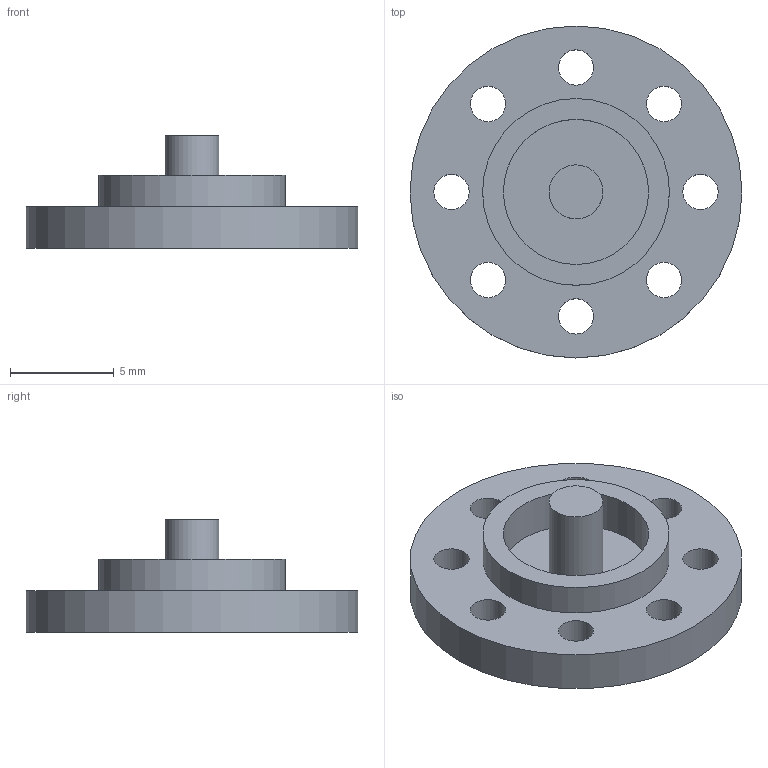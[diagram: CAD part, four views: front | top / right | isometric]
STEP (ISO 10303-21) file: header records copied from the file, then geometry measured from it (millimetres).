
FILE_DESCRIPTION((''),'2;1');
FILE_NAME('TEMP.stp','2017-10-30T16:14:24',(''),(''),'STEP Write','Mastercam X9 ... CNC Software, Inc.','');
FILE_SCHEMA(('AUTOMOTIVE_DESIGN'));
Length unit declared in the file: millimetre
Products named in the file (1): None
Bounding box: 16 x 16 x 5.4 mm (x, y, z)
Volume: 368.8 mm3; surface area: 751.4 mm2
Topology: 2 solids, 2 shells, 38 faces, 86 edges, 56 vertices
Faces by surface type: plane 20, cylinder 14, cone 4
Full cylindrical faces by diameter (mm): 1.7 x8, 2.6 x1, 7 x1, 7.5 x1, 8.2 x1, 9 x1, 16 x1
Entity records: 1136 total; most frequent: CARTESIAN_POINT 312, DIRECTION 156, ORIENTED_EDGE 136, EDGE_LOOP 74, EDGE_CURVE 68, AXIS2_PLACEMENT_3D 66, VERTEX_POINT 52, FACE_BOUND 50
